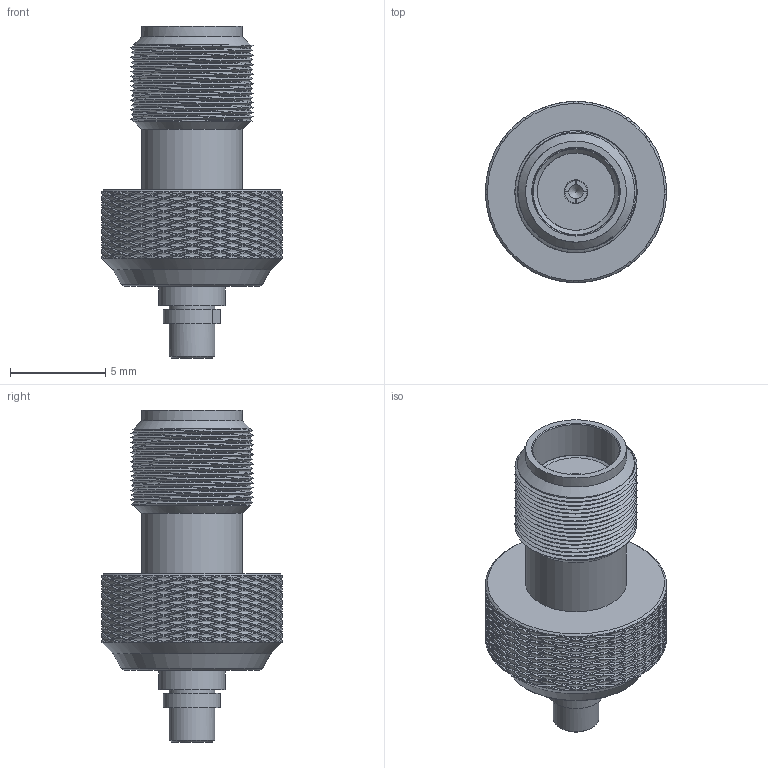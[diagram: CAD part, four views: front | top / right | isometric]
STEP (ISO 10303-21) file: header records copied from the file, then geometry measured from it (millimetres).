
FILE_DESCRIPTION( ( 'Unknown' ), '1' );
FILE_NAME( '64403160211000.stp', 'Unknown', ( 'Unknown' ), ( 'Unknown' ), 'PSStep 21.0.46', 'Unknown', ' ' );
FILE_SCHEMA( ( 'AUTOMOTIVE_DESIGN { 1 0 10303 214 1 1 1 1 }' ) );
Length unit declared in the file: millimetre
Products named in the file (2): 64403160211000_connector body
Bounding box: 9.5 x 9.5 x 17.43 mm (x, y, z)
Volume: 1059.7 mm3; surface area: 1667.1 mm2
Topology: 2 solids, 2 shells, 4510 faces, 9324 edges, 4838 vertices
Faces by surface type: bspline 3204, cylinder 876, plane 392, cone 32, torus 6
Full cylindrical faces by diameter (mm): 0.4 x2, 0.7 x2, 0.75 x2, 1.25 x2, 1.5 x2, 2 x2, 2.2 x2, 2.4 x4, 3.5 x2, 4.05 x2, 4.56 x2, 5.3 x4, 6.87 x2
Entity records: 249574 total; most frequent: CARTESIAN_POINT 156460, ORIENTED_EDGE 18448, EDGE_CURVE 9224, VERTEX_POINT 4800, EDGE_LOOP 4594, FACE_OUTER_BOUND 4546, STYLED_ITEM 4510, PRESENTATION_STYLE_ASSIGNMENT 4510
